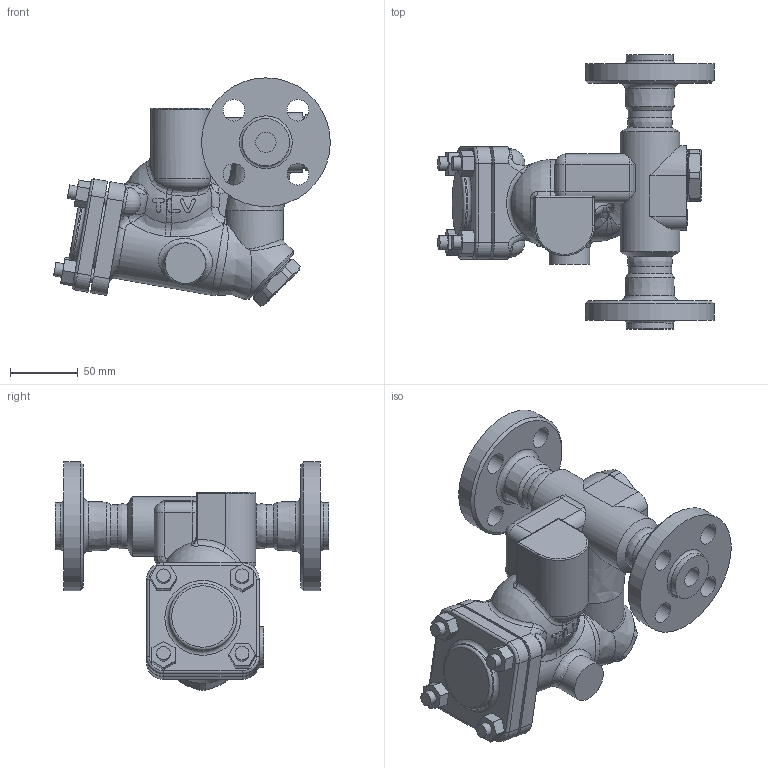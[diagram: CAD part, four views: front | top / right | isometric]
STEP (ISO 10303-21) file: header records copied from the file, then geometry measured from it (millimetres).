
FILE_DESCRIPTION(/* description */ (''),/* implementation_level */ '2;1');
FILE_NAME(/* name */ 'sh3nl-015-a0600-00.stp',/* time_stamp */ '2016-06-27T10:16:32+09:00',/* author */ ('nakaot'),/* organization */ (''),/* preprocessor_version */ 'ST-DEVELOPER v15.6',/* originating_system */ 'Autodesk Inventor 2015',/* authorisation */ '');
FILE_SCHEMA (('CONFIG_CONTROL_DESIGN'));
Length unit declared in the file: millimetre
Products named in the file (1): sh3nl-015-a0600-00
Bounding box: 203.96 x 202 x 168.32 mm (x, y, z)
Volume: 1273147.9 mm3; surface area: 144020.3 mm2
Topology: 1 solids, 3 shells, 322 faces, 812 edges, 518 vertices
Faces by surface type: plane 124, cylinder 100, bspline 46, torus 27, sphere 13, cone 12
Full cylindrical faces by diameter (mm): 10 x8, 12 x4, 15 x2, 16 x8, 24 x2, 30 x1, 32 x2, 34.9 x2, 38 x2, 44 x1, 50 x1, 53.192 x1, 95 x2
Entity records: 11816 total; most frequent: CARTESIAN_POINT 4758, ORIENTED_EDGE 1448, DIRECTION 1360, EDGE_CURVE 724, AXIS2_PLACEMENT_3D 556, VERTEX_POINT 492, EDGE_LOOP 430, FACE_OUTER_BOUND 322
